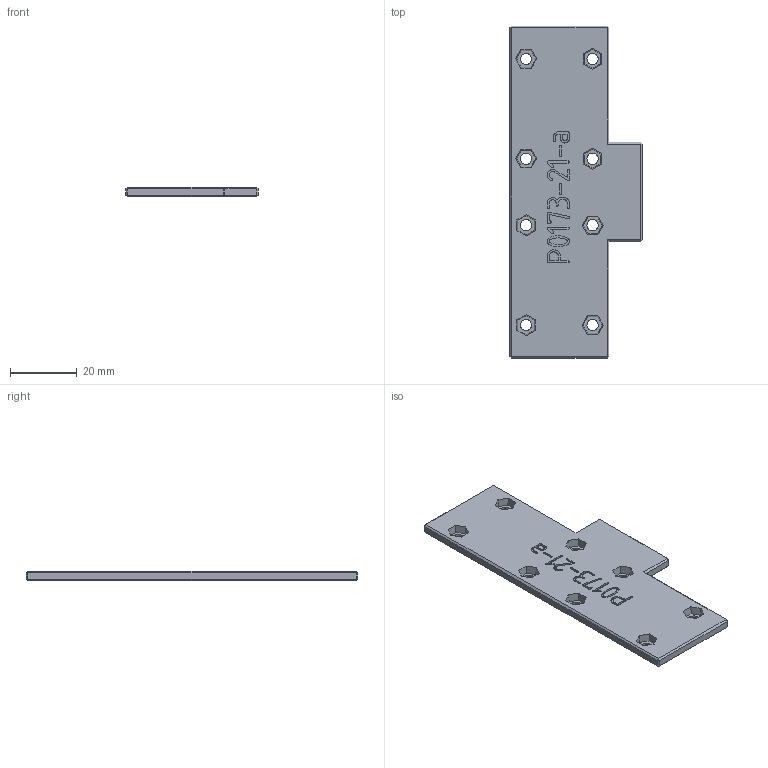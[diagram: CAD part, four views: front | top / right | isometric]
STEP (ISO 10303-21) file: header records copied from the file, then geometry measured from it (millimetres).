
FILE_DESCRIPTION(('FreeCAD Model'),'2;1');
FILE_NAME('Open CASCADE Shape Model','2023-11-01T18:31:25',(''),(''), 'Open CASCADE STEP processor 7.6','FreeCAD','Unknown');
FILE_SCHEMA(('AUTOMOTIVE_DESIGN { 1 0 10303 214 1 1 1 1 }'));
Length unit declared in the file: millimetre
Products named in the file (1): P0173-21-a_T-Verbinder_100_25
Bounding box: 39.8 x 99.8 x 3 mm (x, y, z)
Volume: 9211.3 mm3; surface area: 7533.8 mm2
Topology: 1 solids, 1 shells, 284 faces, 743 edges, 482 vertices
Faces by surface type: extrusion 130, plane 98, bspline 48, cylinder 8
Full cylindrical faces by diameter (mm): 3.4 x8
Entity records: 18410 total; most frequent: CARTESIAN_POINT 4596, DIRECTION 1963, VECTOR 1711, LINE 1581, ORIENTED_EDGE 1486, PCURVE 1486, DEFINITIONAL_REPRESENTATION 1486, B_SPLINE_CURVE_WITH_KNOTS 746
